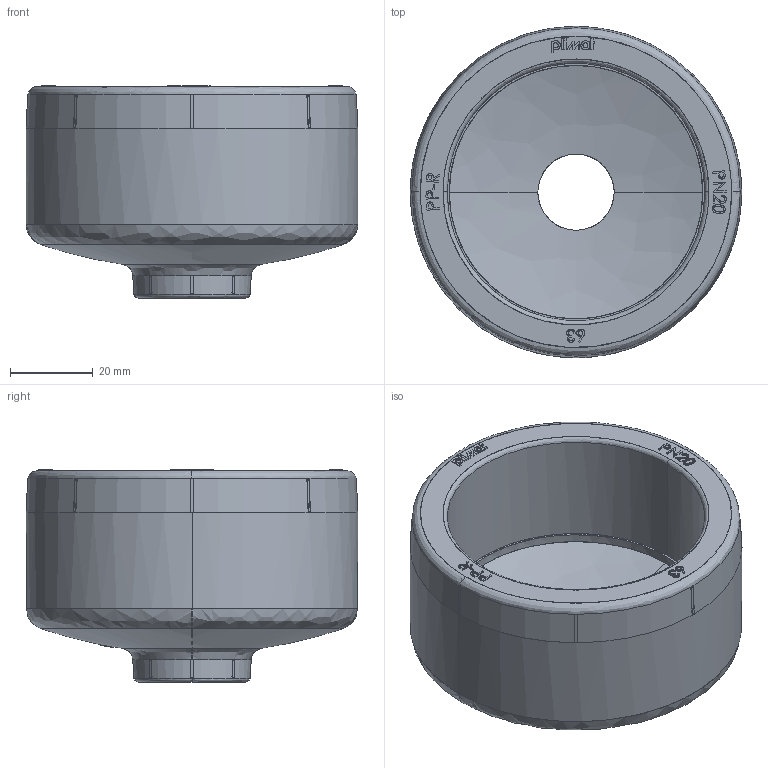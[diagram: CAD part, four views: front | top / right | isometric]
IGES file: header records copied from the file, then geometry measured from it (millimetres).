
Start section: SolidWorks IGES file using NURBS representation for surfaces
Global section: file name: 02052007026.IGS; native system: SolidWorks 2019; preprocessor: SolidWorks 2019; author: FGuedes; date: 190628.134156; units: millimetre
Bounding box: 80.16 x 80.16 x 51.2 mm (x, y, z)
Surface area: 25834.1 mm2 (no closed solid volume)
Topology: 0 solids, 0 shells, 386 faces, 4587 edges, 4587 vertices
Faces by surface type: bspline 386
